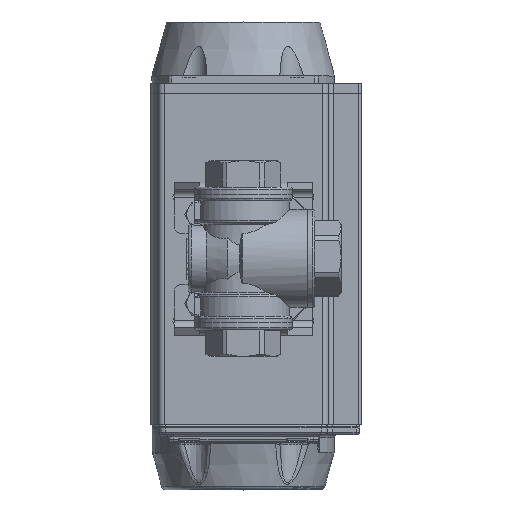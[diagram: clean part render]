
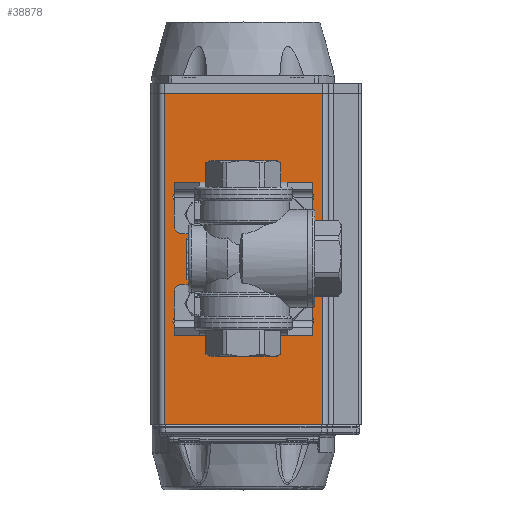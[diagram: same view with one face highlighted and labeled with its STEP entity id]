
A CAD part, top view. The second image highlights one B-rep face of the part: STEP entity #38878.
In plain terms, the highlighted face is planar.
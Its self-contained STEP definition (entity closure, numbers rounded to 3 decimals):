
#1590=PLANE('',#42926);
#4031=LINE('',#92550,#6485);
#4033=LINE('',#92557,#6487);
#4045=LINE('',#92609,#6499);
#4046=LINE('',#92615,#6500);
#6485=VECTOR('',#52292,1000.);
#6487=VECTOR('',#52298,1000.);
#6499=VECTOR('',#52344,1000.);
#6500=VECTOR('',#52347,1000.);
#19753=ORIENTED_EDGE('',*,*,#25385,.F.);
#19754=ORIENTED_EDGE('',*,*,#25415,.T.);
#19755=ORIENTED_EDGE('',*,*,#25388,.T.);
#19756=ORIENTED_EDGE('',*,*,#25413,.F.);
#19757=ORIENTED_EDGE('',*,*,#25281,.T.);
#19758=ORIENTED_EDGE('',*,*,#25306,.T.);
#19759=ORIENTED_EDGE('',*,*,#25308,.T.);
#19760=ORIENTED_EDGE('',*,*,#25310,.T.);
#19761=ORIENTED_EDGE('',*,*,#25312,.T.);
#19762=ORIENTED_EDGE('',*,*,#25314,.T.);
#19763=ORIENTED_EDGE('',*,*,#25316,.T.);
#19764=ORIENTED_EDGE('',*,*,#25318,.T.);
#19765=ORIENTED_EDGE('',*,*,#25320,.T.);
#25281=EDGE_CURVE('',#29028,#29028,#30610,.T.);
#25306=EDGE_CURVE('',#29053,#29053,#30635,.T.);
#25308=EDGE_CURVE('',#29055,#29055,#30637,.T.);
#25310=EDGE_CURVE('',#29057,#29057,#30639,.T.);
#25312=EDGE_CURVE('',#29059,#29059,#30641,.T.);
#25314=EDGE_CURVE('',#29061,#29061,#30643,.T.);
#25316=EDGE_CURVE('',#29063,#29063,#30645,.T.);
#25318=EDGE_CURVE('',#29065,#29065,#30647,.T.);
#25320=EDGE_CURVE('',#29067,#29067,#30649,.T.);
#25385=EDGE_CURVE('',#29145,#29120,#4031,.T.);
#25388=EDGE_CURVE('',#29149,#29148,#4033,.T.);
#25413=EDGE_CURVE('',#29120,#29148,#4045,.T.);
#25415=EDGE_CURVE('',#29145,#29149,#4046,.T.);
#29028=VERTEX_POINT('',#92264);
#29053=VERTEX_POINT('',#92327);
#29055=VERTEX_POINT('',#92332);
#29057=VERTEX_POINT('',#92337);
#29059=VERTEX_POINT('',#92342);
#29061=VERTEX_POINT('',#92347);
#29063=VERTEX_POINT('',#92352);
#29065=VERTEX_POINT('',#92357);
#29067=VERTEX_POINT('',#92362);
#29120=VERTEX_POINT('',#92499);
#29145=VERTEX_POINT('',#92549);
#29148=VERTEX_POINT('',#92556);
#29149=VERTEX_POINT('',#92558);
#30610=CIRCLE('',#42755,14.635);
#30635=CIRCLE('',#42793,3.324);
#30637=CIRCLE('',#42796,3.324);
#30639=CIRCLE('',#42799,3.324);
#30641=CIRCLE('',#42802,3.324);
#30643=CIRCLE('',#42805,2.459);
#30645=CIRCLE('',#42808,2.459);
#30647=CIRCLE('',#42811,2.459);
#30649=CIRCLE('',#42814,2.459);
#33492=EDGE_LOOP('',(#19753,#19754,#19755,#19756));
#33493=EDGE_LOOP('',(#19757));
#33494=EDGE_LOOP('',(#19758));
#33495=EDGE_LOOP('',(#19759));
#33496=EDGE_LOOP('',(#19760));
#33497=EDGE_LOOP('',(#19761));
#33498=EDGE_LOOP('',(#19762));
#33499=EDGE_LOOP('',(#19763));
#33500=EDGE_LOOP('',(#19764));
#33501=EDGE_LOOP('',(#19765));
#36355=FACE_BOUND('',#33492,.T.);
#36356=FACE_BOUND('',#33493,.T.);
#36357=FACE_BOUND('',#33494,.T.);
#36358=FACE_BOUND('',#33495,.T.);
#36359=FACE_BOUND('',#33496,.T.);
#36360=FACE_BOUND('',#33497,.T.);
#36361=FACE_BOUND('',#33498,.T.);
#36362=FACE_BOUND('',#33499,.T.);
#36363=FACE_BOUND('',#33500,.T.);
#36364=FACE_BOUND('',#33501,.T.);
#38878=ADVANCED_FACE('',(#36355,#36356,#36357,#36358,#36359,#36360,#36361,
#36362,#36363,#36364),#1590,.T.);
#42755=AXIS2_PLACEMENT_3D('',#92263,#51975,#51976);
#42793=AXIS2_PLACEMENT_3D('',#92326,#52051,#52052);
#42796=AXIS2_PLACEMENT_3D('',#92331,#52057,#52058);
#42799=AXIS2_PLACEMENT_3D('',#92336,#52063,#52064);
#42802=AXIS2_PLACEMENT_3D('',#92341,#52069,#52070);
#42805=AXIS2_PLACEMENT_3D('',#92346,#52075,#52076);
#42808=AXIS2_PLACEMENT_3D('',#92351,#52081,#52082);
#42811=AXIS2_PLACEMENT_3D('',#92356,#52087,#52088);
#42814=AXIS2_PLACEMENT_3D('',#92361,#52093,#52094);
#42926=AXIS2_PLACEMENT_3D('',#92614,#52345,#52346);
#51975=DIRECTION('',(0.,1.,0.));
#51976=DIRECTION('',(1.,0.,0.));
#52051=DIRECTION('',(0.,1.,0.));
#52052=DIRECTION('',(1.,0.,0.));
#52057=DIRECTION('',(0.,1.,0.));
#52058=DIRECTION('',(1.,0.,0.));
#52063=DIRECTION('',(0.,1.,0.));
#52064=DIRECTION('',(1.,0.,0.));
#52069=DIRECTION('',(0.,1.,0.));
#52070=DIRECTION('',(1.,0.,0.));
#52075=DIRECTION('',(0.,1.,0.));
#52076=DIRECTION('',(1.,0.,0.));
#52081=DIRECTION('',(0.,1.,0.));
#52082=DIRECTION('',(1.,0.,0.));
#52087=DIRECTION('',(0.,1.,0.));
#52088=DIRECTION('',(1.,0.,0.));
#52093=DIRECTION('',(0.,1.,0.));
#52094=DIRECTION('',(1.,0.,0.));
#52292=DIRECTION('',(1.,0.,0.));
#52298=DIRECTION('',(1.,0.,0.));
#52344=DIRECTION('',(0.,0.,-1.));
#52345=DIRECTION('',(0.,-1.,0.));
#52346=DIRECTION('',(-1.,0.,0.));
#52347=DIRECTION('',(0.,0.,-1.));
#92263=CARTESIAN_POINT('',(0.,-44.471,66.));
#92264=CARTESIAN_POINT('',(14.635,-44.471,66.));
#92326=CARTESIAN_POINT('',(-24.749,-44.471,41.251));
#92327=CARTESIAN_POINT('',(-21.425,-44.471,41.251));
#92331=CARTESIAN_POINT('',(24.749,-44.471,41.251));
#92332=CARTESIAN_POINT('',(28.072,-44.471,41.251));
#92336=CARTESIAN_POINT('',(24.749,-44.471,90.749));
#92337=CARTESIAN_POINT('',(28.072,-44.471,90.749));
#92341=CARTESIAN_POINT('',(-24.749,-44.471,90.749));
#92342=CARTESIAN_POINT('',(-21.425,-44.471,90.749));
#92346=CARTESIAN_POINT('',(-17.678,-44.471,83.678));
#92347=CARTESIAN_POINT('',(-15.219,-44.471,83.678));
#92351=CARTESIAN_POINT('',(-17.678,-44.471,48.322));
#92352=CARTESIAN_POINT('',(-15.219,-44.471,48.322));
#92356=CARTESIAN_POINT('',(17.678,-44.471,48.322));
#92357=CARTESIAN_POINT('',(20.136,-44.471,48.322));
#92361=CARTESIAN_POINT('',(17.678,-44.471,83.678));
#92362=CARTESIAN_POINT('',(20.136,-44.471,83.678));
#92499=CARTESIAN_POINT('',(31.5,-44.471,132.));
#92549=CARTESIAN_POINT('',(-31.5,-44.471,132.));
#92550=CARTESIAN_POINT('',(5.25,-44.471,132.));
#92556=CARTESIAN_POINT('',(31.5,-44.471,0.));
#92557=CARTESIAN_POINT('',(5.25,-44.471,0.));
#92558=CARTESIAN_POINT('',(-31.5,-44.471,0.));
#92609=CARTESIAN_POINT('',(31.5,-44.471,0.));
#92614=CARTESIAN_POINT('',(-31.5,-44.471,0.));
#92615=CARTESIAN_POINT('',(-31.5,-44.471,0.));
